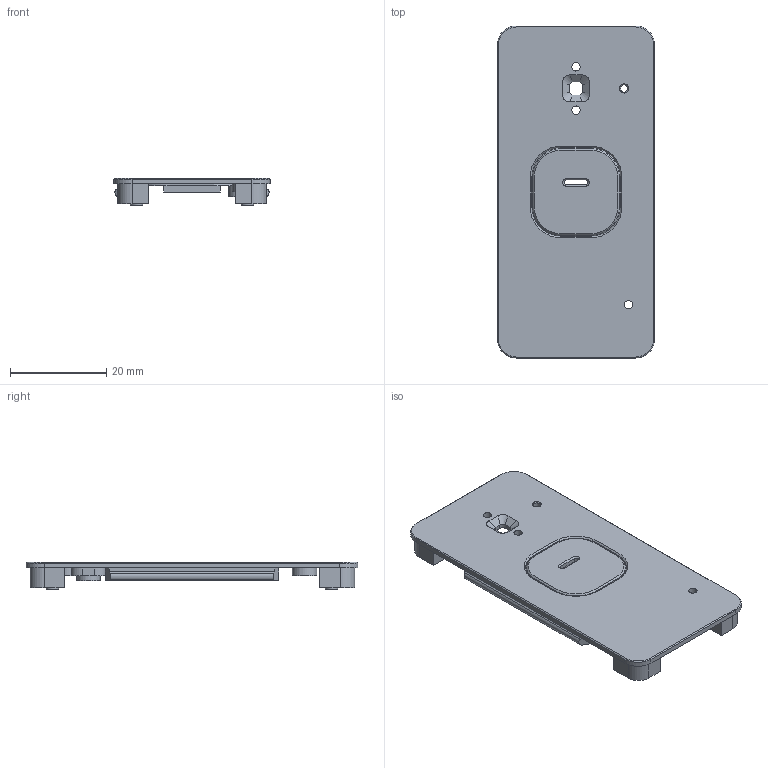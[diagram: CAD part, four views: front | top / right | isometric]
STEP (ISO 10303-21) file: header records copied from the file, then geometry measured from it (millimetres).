
FILE_DESCRIPTION(/* description */ ('STEP AP242','CAx-IF Rec.Pracs.---Representation and Presentation of Product Manufacturing Information (PMI)---4.0---2014-10-13','CAx-IF Rec.Pracs.---3D Tessellated Geometry---0.4---2014-09-14','2;1'),/* implementation_level */ '2;1');
FILE_NAME(/* name */ '62ed9d629d9fc42c069d3ec2',/* time_stamp */ '2022-08-05T22:44:51+00:00',/* author */ (''),/* organization */ (''),/* preprocessor_version */ 'ST-DEVELOPER v18.102',/* originating_system */ ' ',/* authorisation */ ' ');
FILE_SCHEMA (('AP242_MANAGED_MODEL_BASED_3D_ENGINEERING_MIM_LF { 1 0 10303 442 1 1 4 }'));
Length unit declared in the file: metre
Products named in the file (1): Front
Bounding box: 32.57 x 68.96 x 5.76 mm (x, y, z)
Volume: 4153.4 mm3; surface area: 5912.4 mm2
Topology: 1 solids, 1 shells, 181 faces, 450 edges, 287 vertices
Faces by surface type: plane 110, cylinder 44, cone 23, bspline 4
Full cylindrical faces by diameter (mm): 1.5 x1, 1.75 x3, 2.55 x4, 4.84 x1, 5.09 x1
Entity records: 5379 total; most frequent: CARTESIAN_POINT 1069, DIRECTION 884, ORIENTED_EDGE 862, EDGE_CURVE 431, LINE 298, VECTOR 298, AXIS2_PLACEMENT_3D 293, VERTEX_POINT 279
